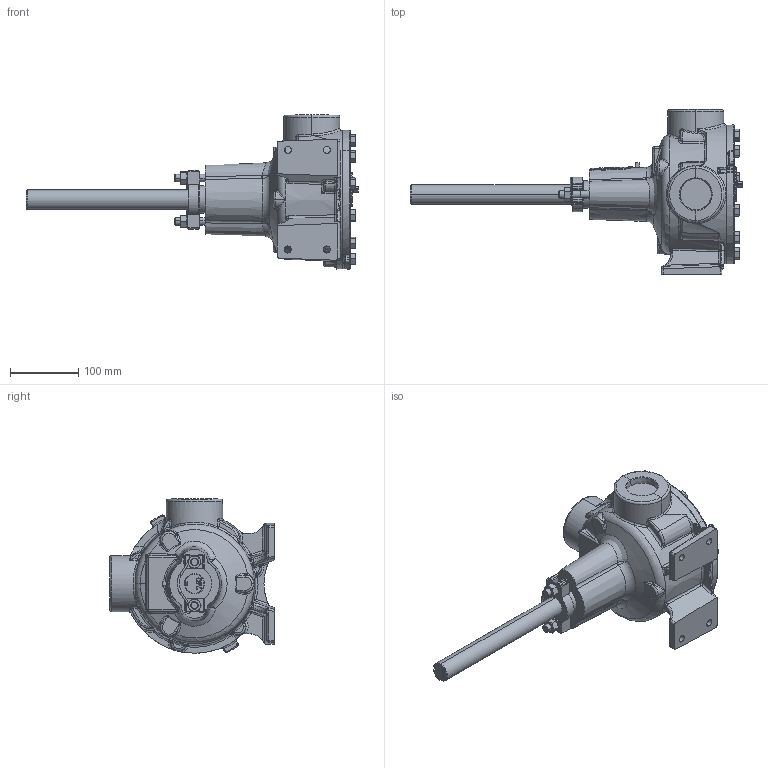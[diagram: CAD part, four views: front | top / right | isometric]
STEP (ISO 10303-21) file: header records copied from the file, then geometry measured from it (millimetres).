
FILE_DESCRIPTION (( 'STEP AP214' ), '1' );
FILE_NAME ('K32.STEP', '2016-12-15T13:24:36', ( '' ), ( '' ), 'SwSTEP 2.0', 'SolidWorks 2016', '' );
FILE_SCHEMA (( 'AUTOMOTIVE_DESIGN' ));
Length unit declared in the file: inch
Products named in the file (2): K32
Bounding box: 486.84 x 241.89 x 226.53 mm (x, y, z)
Volume: 4230572.3 mm3; surface area: 252749.8 mm2
Topology: 1 solids, 1 shells, 1047 faces, 2576 edges, 1527 vertices
Faces by surface type: plane 321, bspline 224, cone 176, cylinder 171, torus 116, sphere 39
Entity records: 59429 total; most frequent: CARTESIAN_POINT 23301, ORIENTED_EDGE 5086, DIRECTION 4282, EDGE_CURVE 2543, AXIS2_PLACEMENT_3D 1740, VERTEX_POINT 1526, EDGE_LOOP 1093, FACE_OUTER_BOUND 1047
